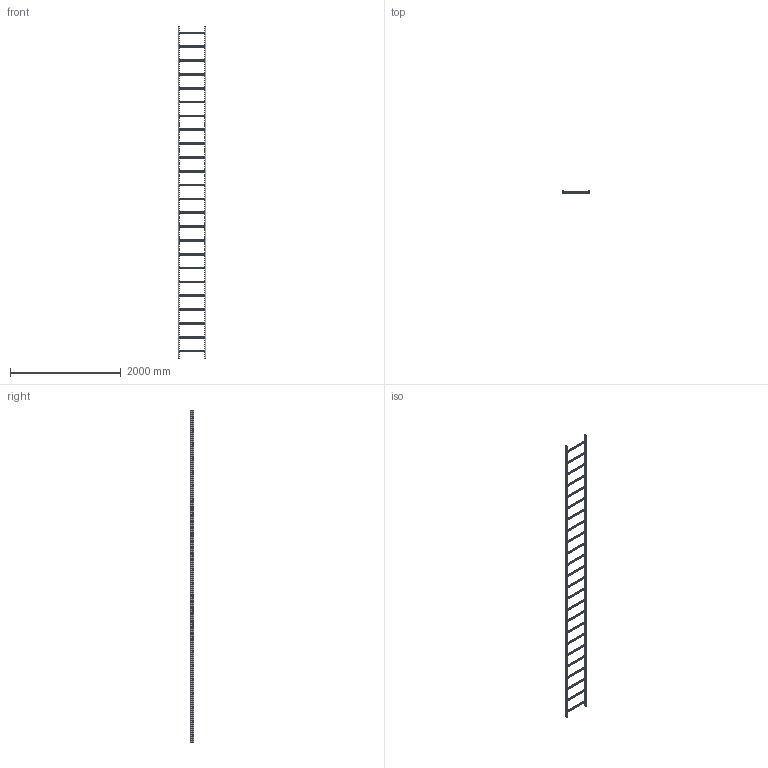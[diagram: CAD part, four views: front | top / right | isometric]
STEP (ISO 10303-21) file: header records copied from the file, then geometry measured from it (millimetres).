
FILE_DESCRIPTION (( 'STEP AP203' ), '1' );
FILE_NAME ('10-02-2220.STEP', '2013-05-02T06:49:45', ( 'asennus' ), ( '' ), 'SwSTEP 2.0', 'SolidWorks 2013', '' );
FILE_SCHEMA (( 'CONFIG_CONTROL_DESIGN' ));
Products named in the file (1): 10-02-2220
Bounding box: 497 x 59.92 x 6000 mm (x, y, z)
Volume: 1924884.5 mm3; surface area: 3921862.2 mm2
Topology: 26 solids, 26 shells, 4244 faces, 12208 edges, 8016 vertices
Faces by surface type: plane 2204, cylinder 2040
Entity records: 147575 total; most frequent: CARTESIAN_POINT 40069, ORIENTED_EDGE 24416, DIRECTION 19978, EDGE_CURVE 12208, VERTEX_POINT 8016, LINE 6976, VECTOR 6976, AXIS2_PLACEMENT_3D 6501
